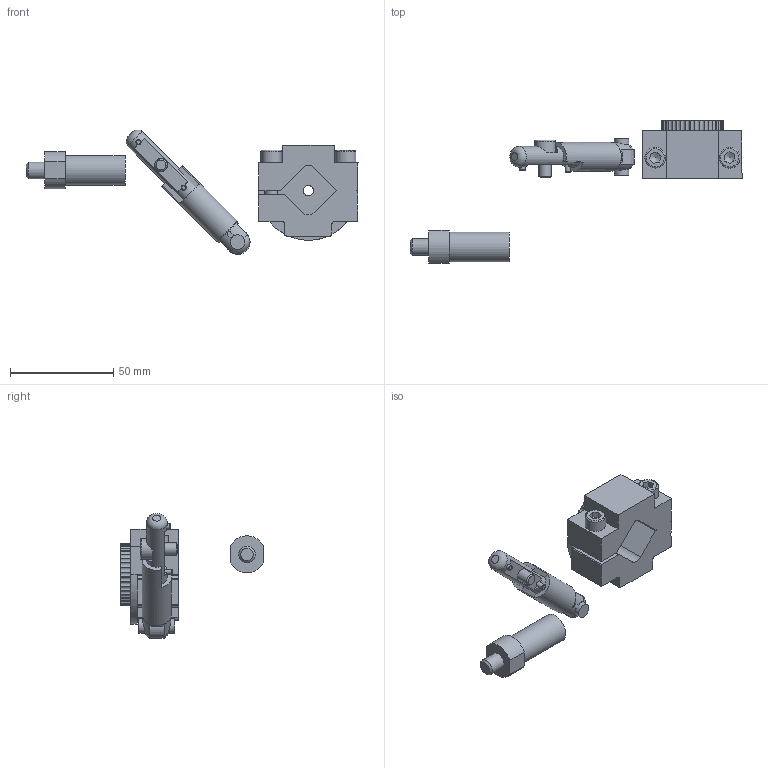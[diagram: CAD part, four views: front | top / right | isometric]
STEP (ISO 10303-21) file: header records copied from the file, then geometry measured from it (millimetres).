
FILE_DESCRIPTION(/* description */ ('Unknown'),/* implementation_level */ '2;1');
FILE_NAME(/* name */ 'AR19N',/* time_stamp */ '2018-07-26T10:59:42-04:00',/* author */ ('Unknown'),/* organization */ ('Unknown'),/* preprocessor_version */ 'ST-DEVELOPER v16.7',/* originating_system */ 'DEX',/* authorisation */ $);
FILE_SCHEMA (('AUTOMOTIVE_DESIGN {1 0 10303 214 3 1 1}'));
Length unit declared in the file: millimetre
Products named in the file (7): Asm25; AR19N_PART_1; AR19N_PART_2; AR19N_PART_3
Assembly tree (6 placements, depth 3):
  Asm25
    AR19N_PART_1
      AR19N_PART_1
    AR19N_PART_2
      AR19N_PART_2
    AR19N_PART_3
      AR19N_PART_3
Bounding box: 160.69 x 69.15 x 60.46 mm (x, y, z)
Volume: 53306.1 mm3; surface area: 18936 mm2
Topology: 3 solids, 6 shells, 250 faces, 658 edges, 430 vertices
Faces by surface type: cylinder 130, plane 92, cone 15, torus 13
Full cylindrical faces by diameter (mm): 2.4 x1, 2.5 x2, 4.917 x3, 6 x3, 6.3 x2, 6.5 x1, 7 x4, 8 x1, 10 x4, 12 x1, 13.6 x1, 14 x1, 14.4 x1
Entity records: 9190 total; most frequent: CARTESIAN_POINT 1375, DIRECTION 1352, ORIENTED_EDGE 1154, EDGE_CURVE 577, AXIS2_PLACEMENT_3D 552, VERTEX_POINT 405, FACE_BOUND 326, EDGE_LOOP 322
